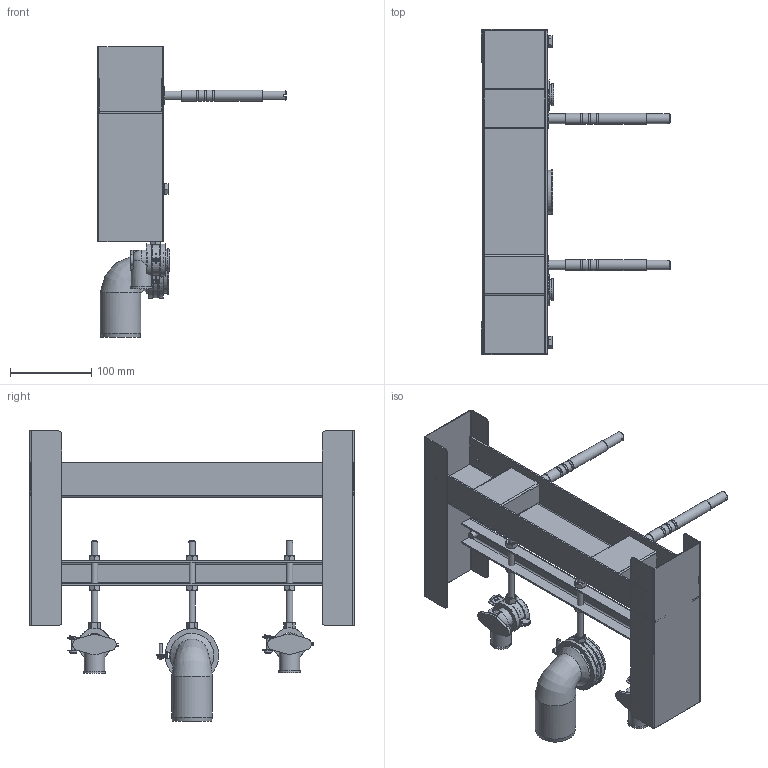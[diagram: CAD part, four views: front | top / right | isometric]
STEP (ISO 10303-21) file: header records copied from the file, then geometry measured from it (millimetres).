
FILE_DESCRIPTION(/* description */ ('Unknown'),/* implementation_level */ '2;1');
FILE_NAME(/* name */ '38703000_BIDET-AUSM_BIDET-BRIC_01391427',/* time_stamp */ '2023-09-15T11:54:02+02:00',/* author */ ('Unknown'),/* organization */ ('GROHE AG'),/* preprocessor_version */ 'ST-DEVELOPER v16.7',/* originating_system */ 'DEX',/* authorisation */ $);
FILE_SCHEMA (('AUTOMOTIVE_DESIGN {1 0 10303 214 3 1 1}'));
Length unit declared in the file: millimetre
Products named in the file (17): 38703000_BIDET-AUSM_BIDET-BRIC_01391427; 67725140_VM_Stahlbl_SA_STEEL_S_01389221; 490150ZN2_Tragprofil_SUPPORTING_01388647; 490152ZN2_Seitenprof_SIDE_BEAM__01389047; 490151ZN2_Seitenprof_SIDE_BEAM__01389090; 490153ZN2_Anschlußtr_CONNECTION_01388974; 28_16_09XX_Schraube_M_00935918; 490126ZN2_Blindnietm_BLIND-RIVE_01385333; 49105EC2_Abdeckrohr_MASKING_PI_01384006; 12_07_76XX_Gewindebol_00935153; 493031031_Hülse__Pap_CARDBOARD_500002695; 09_81_16XX_Rohrschell_00935121; 490149040_Rohrschell_PIPE_CLAMP_01388452; 67405XXX_Gewindesta_00938228; 22_11_16XX_Mutter_M8_00935676; 34_01_01_Wandscheib_00936192; 09_13_84_Siphonboge_00935117
Assembly tree (32 placements, depth 3):
  38703000_BIDET-AUSM_BIDET-BRIC_01391427
    67725140_VM_Stahlbl_SA_STEEL_S_01389221
      490150ZN2_Tragprofil_SUPPORTING_01388647
      490152ZN2_Seitenprof_SIDE_BEAM__01389047
      490151ZN2_Seitenprof_SIDE_BEAM__01389090
      490153ZN2_Anschlußtr_CONNECTION_01388974
      28_16_09XX_Schraube_M_00935918  x2
      490126ZN2_Blindnietm_BLIND-RIVE_01385333  x4
      49105EC2_Abdeckrohr_MASKING_PI_01384006  x2
    12_07_76XX_Gewindebol_00935153  x2
    493031031_Hülse__Pap_CARDBOARD_500002695  x2
    09_81_16XX_Rohrschell_00935121
    490149040_Rohrschell_PIPE_CLAMP_01388452  x2
    67405XXX_Gewindesta_00938228  x3
    22_11_16XX_Mutter_M8_00935676  x6
    34_01_01_Wandscheib_00936192  x2
    09_13_84_Siphonboge_00935117
Bounding box: 233 x 400 x 357.2 mm (x, y, z)
Volume: 587604.7 mm3; surface area: 528958 mm2
Topology: 31 solids, 35 shells, 1088 faces, 2918 edges, 1836 vertices
Faces by surface type: plane 475, cylinder 307, torus 122, cone 84, bspline 80, sphere 20
Full cylindrical faces by diameter (mm): 2.7 x4, 4.1 x4, 4.46 x6, 5.2 x2, 5.714 x2, 6.647 x7, 8 x5, 9.3 x3, 9.8 x1, 11.63 x2, 12 x10, 13.5 x8, 14 x4, 15 x4, 16 x4, 18 x4, 23 x4, 25 x4, 27 x4, 46 x1, 50 x1, 54 x1, 56 x1
Entity records: 25737 total; most frequent: CARTESIAN_POINT 7598, ORIENTED_EDGE 3386, DIRECTION 3243, EDGE_CURVE 1693, AXIS2_PLACEMENT_3D 1272, VERTEX_POINT 1104, EDGE_LOOP 787, FACE_BOUND 787
